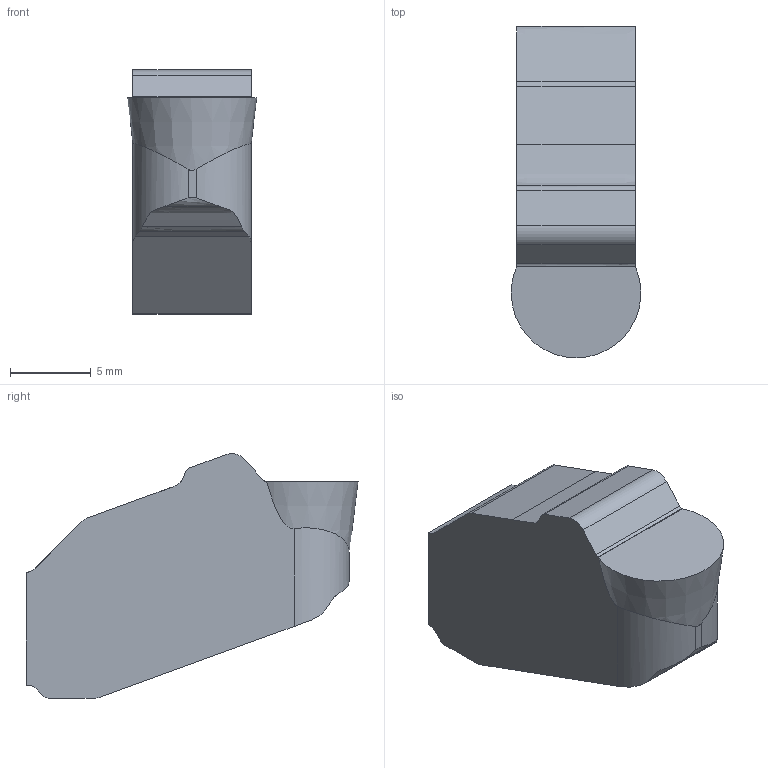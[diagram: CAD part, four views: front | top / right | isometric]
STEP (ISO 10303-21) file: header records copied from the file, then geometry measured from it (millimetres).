
FILE_DESCRIPTION(/* description */ (''),/* implementation_level */ '2;1');
FILE_NAME(/* name */ 'aaa341252_a.stp',/* time_stamp */ '2019-10-14T12:49:02+02:00',/* author */ (''),/* organization */ ('SMS'),/* preprocessor_version */ 'ST-DEVELOPER v16.7',/* originating_system */ 'SIEMENS PLM Software NX 12.0',/* authorisation */ '');
FILE_SCHEMA (('AUTOMOTIVE_DESIGN { 1 0 10303 214 3 1 1 1 }'));
Length unit declared in the file: millimetre
Products named in the file (1): AAA341252_A
Bounding box: 7.99 x 20.5 x 15.1 mm (x, y, z)
Volume: 1465.5 mm3; surface area: 814.3 mm2
Topology: 1 solids, 1 shells, 31 faces, 90 edges, 63 vertices
Faces by surface type: plane 12, extrusion 11, cylinder 7, cone 1
Entity records: 1471 total; most frequent: CARTESIAN_POINT 639, ORIENTED_EDGE 178, DIRECTION 132, EDGE_CURVE 89, VERTEX_POINT 60, VECTOR 54, LINE 43, B_SPLINE_CURVE_WITH_KNOTS 42
